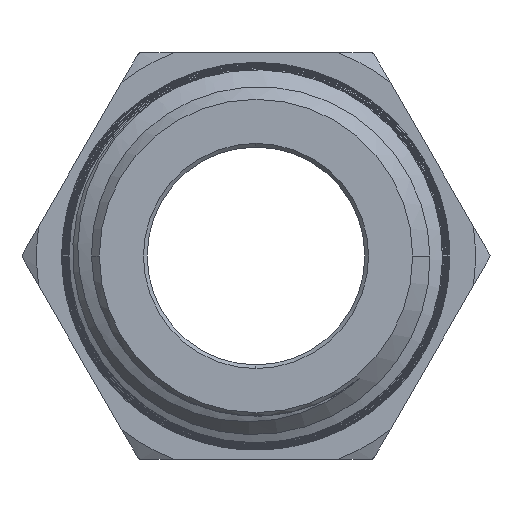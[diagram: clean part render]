
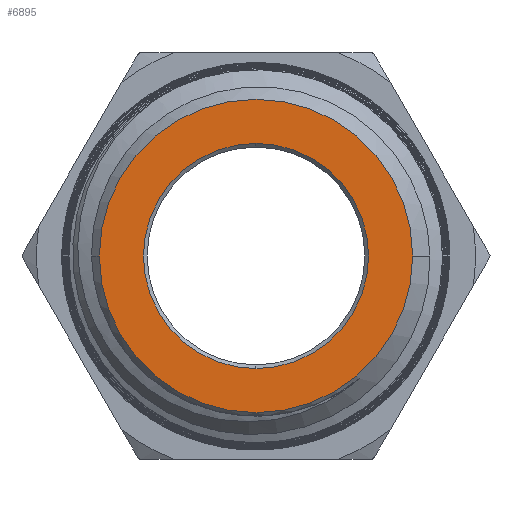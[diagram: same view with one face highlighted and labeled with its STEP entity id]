
A CAD part, left-side view. The second image highlights one B-rep face of the part: STEP entity #6895.
In plain terms, the highlighted planar face has unit normal (-1, 0, 0).
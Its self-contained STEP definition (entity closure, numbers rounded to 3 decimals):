
#2139=CARTESIAN_POINT('',(-23.35,0.,0.));
#2140=DIRECTION('',(1.,0.,0.));
#2141=DIRECTION('',(0.,-1.,0.));
#2142=AXIS2_PLACEMENT_3D('',#2139,#2140,#2141);
#2144=CARTESIAN_POINT('',(-23.35,0.,0.));
#2145=DIRECTION('',(1.,0.,0.));
#2146=DIRECTION('',(0.,1.,0.));
#2147=AXIS2_PLACEMENT_3D('',#2144,#2145,#2146);
#2149=CARTESIAN_POINT('',(-23.35,0.,0.));
#2150=DIRECTION('',(1.,0.,0.));
#2151=DIRECTION('',(0.,0.,1.));
#2152=AXIS2_PLACEMENT_3D('',#2149,#2150,#2151);
#2154=CARTESIAN_POINT('',(-23.35,0.,0.));
#2155=DIRECTION('',(1.,0.,0.));
#2156=DIRECTION('',(0.,0.,-1.));
#2157=AXIS2_PLACEMENT_3D('',#2154,#2155,#2156);
#4508=CARTESIAN_POINT('',(-23.35,-8.56,0.));
#4509=CARTESIAN_POINT('',(-23.35,8.56,0.));
#4510=VERTEX_POINT('',#4508);
#4511=VERTEX_POINT('',#4509);
#4520=CARTESIAN_POINT('',(-23.35,0.,6.15));
#4521=CARTESIAN_POINT('',(-23.35,0.,-6.15));
#4522=VERTEX_POINT('',#4520);
#4523=VERTEX_POINT('',#4521);
#6879=CARTESIAN_POINT('',(-23.35,0.,0.));
#6880=DIRECTION('',(1.,0.,0.));
#6881=DIRECTION('',(0.,-1.,0.));
#6882=AXIS2_PLACEMENT_3D('',#6879,#6880,#6881);
#6883=PLANE('',#6882);
#6885=ORIENTED_EDGE('',*,*,#6884,.T.);
#6887=ORIENTED_EDGE('',*,*,#6886,.T.);
#6888=EDGE_LOOP('',(#6885,#6887));
#6889=FACE_OUTER_BOUND('',#6888,.F.);
#6891=ORIENTED_EDGE('',*,*,#6890,.F.);
#6892=ORIENTED_EDGE('',*,*,#6869,.F.);
#6893=EDGE_LOOP('',(#6891,#6892));
#6894=FACE_BOUND('',#6893,.F.);
#2143=CIRCLE('',#2142,8.56);
#2148=CIRCLE('',#2147,8.56);
#2153=CIRCLE('',#2152,6.15);
#2158=CIRCLE('',#2157,6.15);
#6869=EDGE_CURVE('',#4523,#4522,#2158,.T.);
#6884=EDGE_CURVE('',#4510,#4511,#2143,.T.);
#6886=EDGE_CURVE('',#4511,#4510,#2148,.T.);
#6890=EDGE_CURVE('',#4522,#4523,#2153,.T.);
#6895=ADVANCED_FACE('',(#6889,#6894),#6883,.F.);
